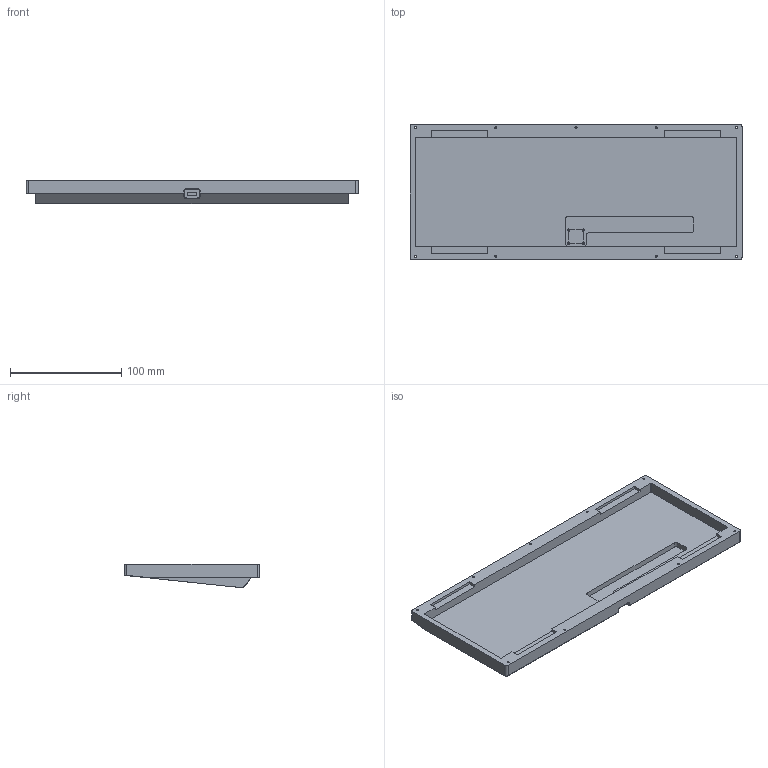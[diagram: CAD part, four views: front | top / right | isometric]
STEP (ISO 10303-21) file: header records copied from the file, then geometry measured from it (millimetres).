
FILE_DESCRIPTION(/* description */ (''),/* implementation_level */ '2;1');
FILE_NAME(/* name */ 'Bottom Case.step',/* time_stamp */ '2023-05-22T19:11:57-07:00',/* author */ (''),/* organization */ (''),/* preprocessor_version */ 'ST-DEVELOPER v19.2',/* originating_system */ 'Autodesk Translation Framework v12.4.0.73',/* authorisation */ '');
FILE_SCHEMA (('AUTOMOTIVE_DESIGN { 1 0 10303 214 3 1 1 }'));
Length unit declared in the file: millimetre
Products named in the file (1): bottom wkl 60
Bounding box: 297.9 x 121.4 x 21.2 mm (x, y, z)
Volume: 226045.1 mm3; surface area: 95302.9 mm2
Topology: 1 solids, 1 shells, 157 faces, 373 edges, 240 vertices
Faces by surface type: plane 78, cylinder 69, bspline 4, torus 4, sphere 2
Full cylindrical faces by diameter (mm): 1.6 x6, 1.8 x9, 3.5 x9, 13 x4
Entity records: 4722 total; most frequent: CARTESIAN_POINT 889, DIRECTION 825, ORIENTED_EDGE 746, EDGE_CURVE 373, AXIS2_PLACEMENT_3D 298, VERTEX_POINT 240, LINE 229, VECTOR 229
